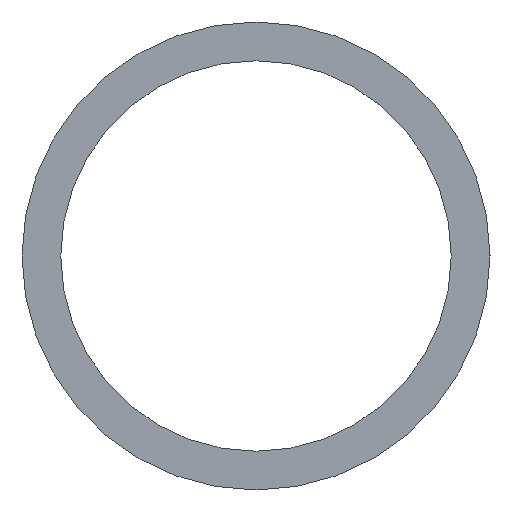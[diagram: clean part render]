
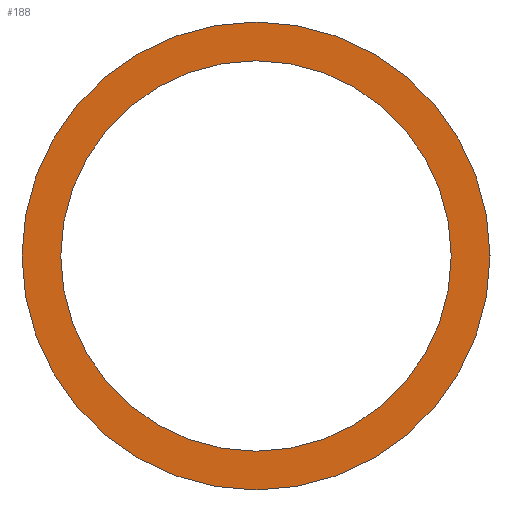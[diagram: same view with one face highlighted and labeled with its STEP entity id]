
A CAD part, left-side view. The second image highlights one B-rep face of the part: STEP entity #188.
In plain terms, the highlighted planar face has unit normal (-1, 0, 0).
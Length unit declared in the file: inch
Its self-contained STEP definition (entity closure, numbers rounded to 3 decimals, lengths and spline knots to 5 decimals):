
#8 = EDGE_CURVE ( 'NONE', #128, #161, #206, .T. ) ;
#19 = CARTESIAN_POINT ( 'NONE',  ( -23.5, 0., 0. ) ) ;
#22 = CIRCLE ( 'NONE', #74, 0.3125 ) ;
#23 = DIRECTION ( 'NONE',  ( 1., 0., 0. ) ) ;
#28 = CARTESIAN_POINT ( 'NONE',  ( -23.5, 0., 0. ) ) ;
#32 = DIRECTION ( 'NONE',  ( 0., 0., -1. ) ) ;
#36 = EDGE_CURVE ( 'NONE', #60, #106, #47, .T. ) ;
#43 = AXIS2_PLACEMENT_3D ( 'NONE', #222, #64, #95 ) ;
#45 = DIRECTION ( 'NONE',  ( 1., 0., 0. ) ) ;
#47 = CIRCLE ( 'NONE', #43, 0.3745 ) ;
#49 = PLANE ( 'NONE',  #199 ) ;
#60 = VERTEX_POINT ( 'NONE', #154 ) ;
#64 = DIRECTION ( 'NONE',  ( 1., 0., 0. ) ) ;
#74 = AXIS2_PLACEMENT_3D ( 'NONE', #19, #82, #79 ) ;
#79 = DIRECTION ( 'NONE',  ( 0., 0., -1. ) ) ;
#82 = DIRECTION ( 'NONE',  ( 1., 0., 0. ) ) ;
#85 = AXIS2_PLACEMENT_3D ( 'NONE', #28, #23, #90 ) ;
#88 = CIRCLE ( 'NONE', #134, 0.3745 ) ;
#90 = DIRECTION ( 'NONE',  ( 0., 0., -1. ) ) ;
#95 = DIRECTION ( 'NONE',  ( 0., 0., -1. ) ) ;
#106 = VERTEX_POINT ( 'NONE', #149 ) ;
#109 = ORIENTED_EDGE ( 'NONE', *, *, #8, .T. ) ;
#115 = FACE_BOUND ( 'NONE', #124, .T. ) ;
#118 = CARTESIAN_POINT ( 'NONE',  ( -23.5, 0., -0.3125 ) ) ;
#119 = CARTESIAN_POINT ( 'NONE',  ( -23.5, 0., 0. ) ) ;
#124 = EDGE_LOOP ( 'NONE', ( #126, #109 ) ) ;
#126 = ORIENTED_EDGE ( 'NONE', *, *, #140, .T. ) ;
#128 = VERTEX_POINT ( 'NONE', #118 ) ;
#131 = FACE_OUTER_BOUND ( 'NONE', #174, .T. ) ;
#134 = AXIS2_PLACEMENT_3D ( 'NONE', #204, #45, #169 ) ;
#136 = EDGE_CURVE ( 'NONE', #106, #60, #88, .T. ) ;
#140 = EDGE_CURVE ( 'NONE', #161, #128, #22, .T. ) ;
#149 = CARTESIAN_POINT ( 'NONE',  ( -23.5, 0., -0.3745 ) ) ;
#154 = CARTESIAN_POINT ( 'NONE',  ( -23.5, 0., 0.3745 ) ) ;
#161 = VERTEX_POINT ( 'NONE', #201 ) ;
#169 = DIRECTION ( 'NONE',  ( 0., 0., -1. ) ) ;
#174 = EDGE_LOOP ( 'NONE', ( #194, #217 ) ) ;
#181 = DIRECTION ( 'NONE',  ( 1., 0., 0. ) ) ;
#188 = ADVANCED_FACE ( 'NONE', ( #131, #115 ), #49, .F. ) ;
#194 = ORIENTED_EDGE ( 'NONE', *, *, #36, .F. ) ;
#199 = AXIS2_PLACEMENT_3D ( 'NONE', #119, #181, #32 ) ;
#201 = CARTESIAN_POINT ( 'NONE',  ( -23.5, 0., 0.3125 ) ) ;
#204 = CARTESIAN_POINT ( 'NONE',  ( -23.5, 0., 0. ) ) ;
#206 = CIRCLE ( 'NONE', #85, 0.3125 ) ;
#217 = ORIENTED_EDGE ( 'NONE', *, *, #136, .F. ) ;
#222 = CARTESIAN_POINT ( 'NONE',  ( -23.5, 0., 0. ) ) ;
